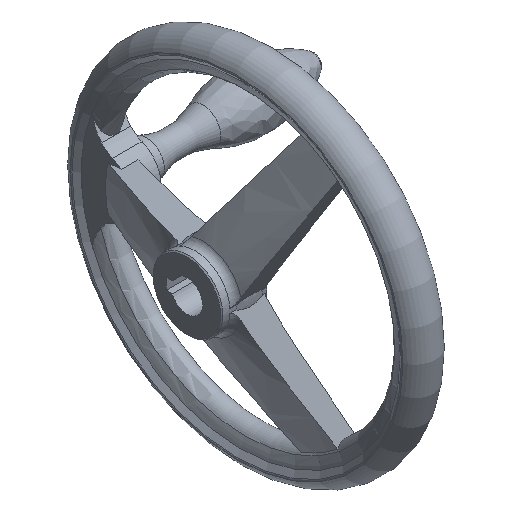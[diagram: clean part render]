
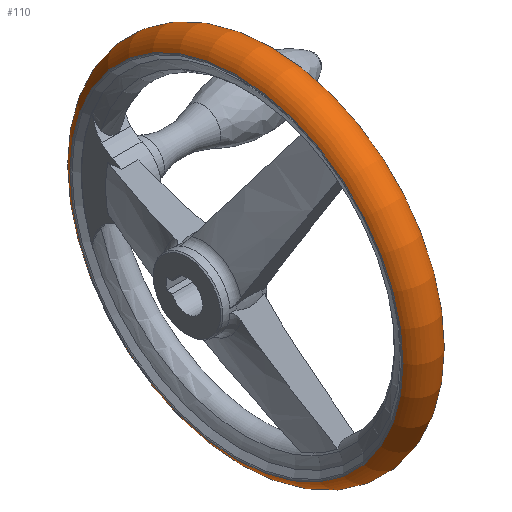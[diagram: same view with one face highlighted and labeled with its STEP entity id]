
A CAD part, isometric view. The second image highlights one B-rep face of the part: STEP entity #110.
In plain terms, the highlighted toroidal (fillet/blend) face has major radius 70.6 mm and minor radius 9.4 mm.
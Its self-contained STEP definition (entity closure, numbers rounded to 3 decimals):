
#110 = ADVANCED_FACE( '', ( #209, #210, #211 ), #212, .T. );
#209 = FACE_BOUND( '', #406, .T. );
#210 = FACE_OUTER_BOUND( '', #407, .T. );
#211 = FACE_OUTER_BOUND( '', #408, .T. );
#212 = TOROIDAL_SURFACE( '', #409, 70.6, 9.4 );
#406 = VERTEX_LOOP( '', #818 );
#407 = EDGE_LOOP( '', ( #819 ) );
#408 = EDGE_LOOP( '', ( #820 ) );
#409 = AXIS2_PLACEMENT_3D( '', #821, #822, #823 );
#818 = VERTEX_POINT( '', #1088 );
#819 = ORIENTED_EDGE( '', *, *, #1089, .T. );
#820 = ORIENTED_EDGE( '', *, *, #1018, .F. );
#821 = CARTESIAN_POINT( '', ( 30.75, 0., 0. ) );
#822 = DIRECTION( '', ( 1., 0., 0. ) );
#823 = DIRECTION( '', ( 0., 0., -1. ) );
#1018 = EDGE_CURVE( '', #1229, #1229, #1230, .T. );
#1088 = CARTESIAN_POINT( '', ( 30.75, 0., -80. ) );
#1089 = EDGE_CURVE( '', #1336, #1336, #1337, .T. );
#1229 = VERTEX_POINT( '', #1877 );
#1230 = CIRCLE( '', #1878, 74.194 );
#1336 = VERTEX_POINT( '', #2244 );
#1337 = CIRCLE( '', #2245, 74.194 );
#1877 = CARTESIAN_POINT( '', ( 39.436, 0., -74.194 ) );
#1878 = AXIS2_PLACEMENT_3D( '', #2332, #2333, #2334 );
#2244 = CARTESIAN_POINT( '', ( 22.064, 0., -74.194 ) );
#2245 = AXIS2_PLACEMENT_3D( '', #2445, #2446, #2447 );
#2332 = CARTESIAN_POINT( '', ( 39.436, 0., 0. ) );
#2333 = DIRECTION( '', ( 1., 0., 0. ) );
#2334 = DIRECTION( '', ( 0., 0., -1. ) );
#2445 = CARTESIAN_POINT( '', ( 22.064, 0., 0. ) );
#2446 = DIRECTION( '', ( 1., 0., 0. ) );
#2447 = DIRECTION( '', ( 0., 0., -1. ) );
